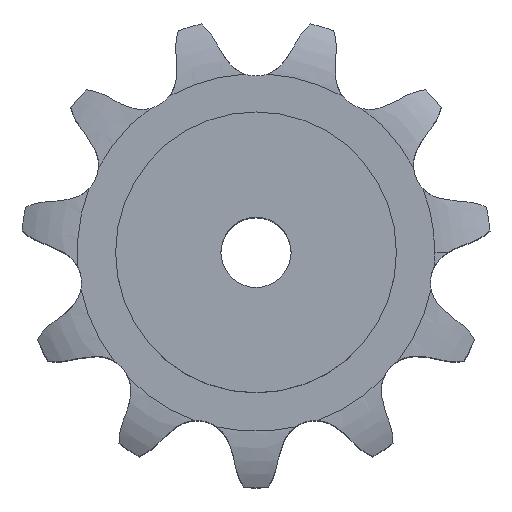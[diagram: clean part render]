
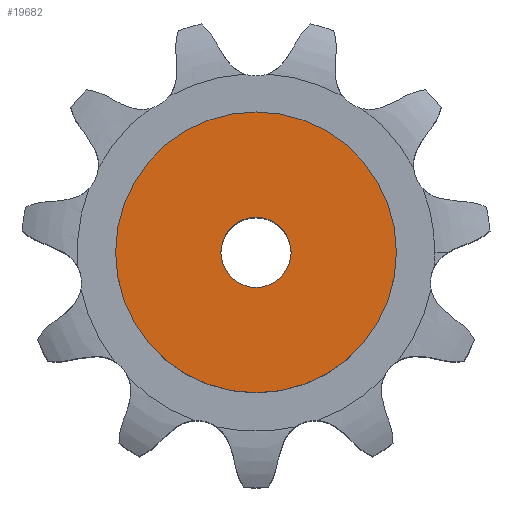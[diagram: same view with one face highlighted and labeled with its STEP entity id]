
A CAD part, top view. The second image highlights one B-rep face of the part: STEP entity #19682.
In plain terms, the highlighted planar face has unit normal (0, 0, 1).
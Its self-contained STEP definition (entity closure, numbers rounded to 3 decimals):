
#10704 = CYLINDRICAL_SURFACE('',#10705,15.);
#10705 = AXIS2_PLACEMENT_3D('',#10706,#10707,#10708);
#10706 = CARTESIAN_POINT('',(0.,0.,391.026));
#10707 = DIRECTION('',(0.,0.,1.));
#10708 = DIRECTION('',(1.,0.,0.));
#13451 = EDGE_CURVE('',#13452,#13452,#13454,.T.);
#13452 = VERTEX_POINT('',#13453);
#13453 = CARTESIAN_POINT('',(15.,0.,180.));
#13454 = SURFACE_CURVE('',#13455,(#13460,#13467),.PCURVE_S1.);
#13455 = CIRCLE('',#13456,15.);
#13456 = AXIS2_PLACEMENT_3D('',#13457,#13458,#13459);
#13457 = CARTESIAN_POINT('',(0.,0.,180.));
#13458 = DIRECTION('',(0.,0.,1.));
#13459 = DIRECTION('',(1.,0.,0.));
#13460 = PCURVE('',#10704,#13461);
#13461 = DEFINITIONAL_REPRESENTATION('',(#13462),#13466);
#13462 = LINE('',#13463,#13464);
#13463 = CARTESIAN_POINT('',(0.,-211.026));
#13464 = VECTOR('',#13465,1.);
#13465 = DIRECTION('',(1.,0.));
#13466 = ( GEOMETRIC_REPRESENTATION_CONTEXT(2) 
PARAMETRIC_REPRESENTATION_CONTEXT() REPRESENTATION_CONTEXT('2D SPACE',''
  ) );
#13467 = PCURVE('',#13468,#13473);
#13468 = PLANE('',#13469);
#13469 = AXIS2_PLACEMENT_3D('',#13470,#13471,#13472);
#13470 = CARTESIAN_POINT('',(0.,0.,180.
    ));
#13471 = DIRECTION('',(0.,0.,1.));
#13472 = DIRECTION('',(1.,0.,0.));
#13473 = DEFINITIONAL_REPRESENTATION('',(#13474),#13478);
#13474 = CIRCLE('',#13475,15.);
#13475 = AXIS2_PLACEMENT_2D('',#13476,#13477);
#13476 = CARTESIAN_POINT('',(0.,0.));
#13477 = DIRECTION('',(1.,0.));
#13478 = ( GEOMETRIC_REPRESENTATION_CONTEXT(2) 
PARAMETRIC_REPRESENTATION_CONTEXT() REPRESENTATION_CONTEXT('2D SPACE',''
  ) );
#19682 = ADVANCED_FACE('',(#19683,#19714),#13468,.T.);
#19683 = FACE_BOUND('',#19684,.T.);
#19684 = EDGE_LOOP('',(#19685));
#19685 = ORIENTED_EDGE('',*,*,#19686,.T.);
#19686 = EDGE_CURVE('',#19687,#19687,#19689,.T.);
#19687 = VERTEX_POINT('',#19688);
#19688 = CARTESIAN_POINT('',(60.,0.,180.));
#19689 = SURFACE_CURVE('',#19690,(#19695,#19702),.PCURVE_S1.);
#19690 = CIRCLE('',#19691,60.);
#19691 = AXIS2_PLACEMENT_3D('',#19692,#19693,#19694);
#19692 = CARTESIAN_POINT('',(0.,0.,180.));
#19693 = DIRECTION('',(0.,0.,1.));
#19694 = DIRECTION('',(1.,0.,0.));
#19695 = PCURVE('',#13468,#19696);
#19696 = DEFINITIONAL_REPRESENTATION('',(#19697),#19701);
#19697 = CIRCLE('',#19698,60.);
#19698 = AXIS2_PLACEMENT_2D('',#19699,#19700);
#19699 = CARTESIAN_POINT('',(0.,0.));
#19700 = DIRECTION('',(1.,0.));
#19701 = ( GEOMETRIC_REPRESENTATION_CONTEXT(2) 
PARAMETRIC_REPRESENTATION_CONTEXT() REPRESENTATION_CONTEXT('2D SPACE',''
  ) );
#19702 = PCURVE('',#19703,#19708);
#19703 = CYLINDRICAL_SURFACE('',#19704,60.);
#19704 = AXIS2_PLACEMENT_3D('',#19705,#19706,#19707);
#19705 = CARTESIAN_POINT('',(0.,0.,0.));
#19706 = DIRECTION('',(-0.,-0.,-1.));
#19707 = DIRECTION('',(1.,0.,0.));
#19708 = DEFINITIONAL_REPRESENTATION('',(#19709),#19713);
#19709 = LINE('',#19710,#19711);
#19710 = CARTESIAN_POINT('',(-0.,-180.));
#19711 = VECTOR('',#19712,1.);
#19712 = DIRECTION('',(-1.,0.));
#19713 = ( GEOMETRIC_REPRESENTATION_CONTEXT(2) 
PARAMETRIC_REPRESENTATION_CONTEXT() REPRESENTATION_CONTEXT('2D SPACE',''
  ) );
#19714 = FACE_BOUND('',#19715,.T.);
#19715 = EDGE_LOOP('',(#19716));
#19716 = ORIENTED_EDGE('',*,*,#13451,.F.);
